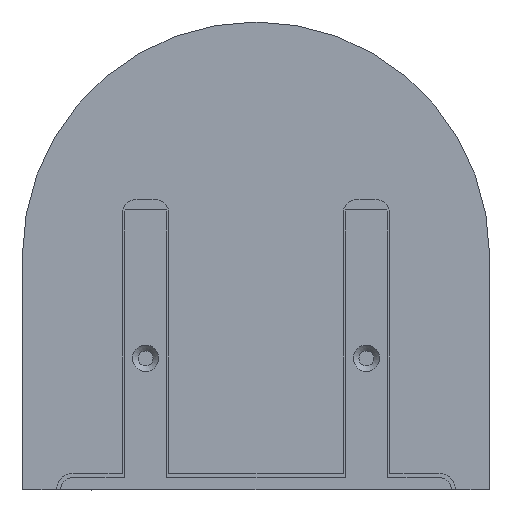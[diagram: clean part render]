
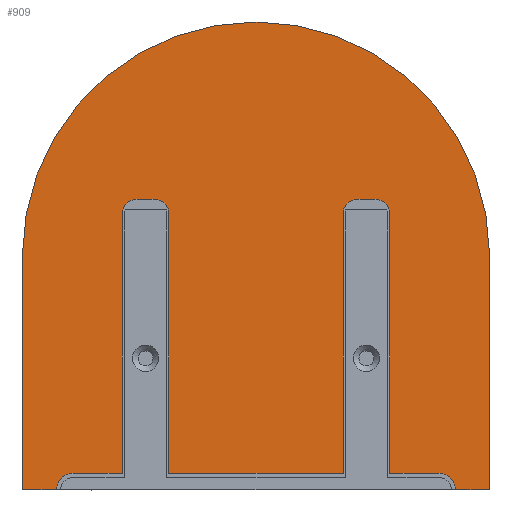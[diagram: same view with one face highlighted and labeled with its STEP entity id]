
A CAD part, front view. The second image highlights one B-rep face of the part: STEP entity #909.
In plain terms, the highlighted planar face has unit normal (0, -1, 0).
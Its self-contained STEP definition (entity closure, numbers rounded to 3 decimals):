
#45=PLANE('',#990);
#81=FACE_OUTER_BOUND('',#132,.T.);
#132=EDGE_LOOP('',(#712,#713,#714,#715,#716,#717,#718,#719,#720,#721,#722,
#723,#724,#725,#726,#727,#728,#729,#730,#731));
#169=LINE('',#1326,#260);
#173=LINE('',#1338,#264);
#176=LINE('',#1344,#267);
#182=LINE('',#1365,#273);
#185=LINE('',#1371,#276);
#189=LINE('',#1383,#280);
#193=LINE('',#1395,#284);
#196=LINE('',#1401,#287);
#199=LINE('',#1406,#290);
#202=LINE('',#1412,#293);
#206=LINE('',#1419,#297);
#209=LINE('',#1431,#300);
#213=LINE('',#1441,#304);
#260=VECTOR('',#1053,10.);
#264=VECTOR('',#1065,10.);
#267=VECTOR('',#1070,10.);
#273=VECTOR('',#1090,10.);
#276=VECTOR('',#1095,10.);
#280=VECTOR('',#1107,10.);
#284=VECTOR('',#1119,10.);
#287=VECTOR('',#1124,10.);
#290=VECTOR('',#1129,10.);
#293=VECTOR('',#1136,10.);
#297=VECTOR('',#1140,10.);
#300=VECTOR('',#1153,10.);
#304=VECTOR('',#1165,10.);
#349=CIRCLE('',#952,3.5);
#351=CIRCLE('',#956,3.5);
#353=CIRCLE('',#961,4.);
#355=CIRCLE('',#964,4.);
#357=CIRCLE('',#969,3.5);
#359=CIRCLE('',#973,3.5);
#364=CIRCLE('',#987,55.);
#389=VERTEX_POINT('',#1316);
#390=VERTEX_POINT('',#1317);
#393=VERTEX_POINT('',#1325);
#395=VERTEX_POINT('',#1331);
#397=VERTEX_POINT('',#1337);
#399=VERTEX_POINT('',#1343);
#401=VERTEX_POINT('',#1349);
#403=VERTEX_POINT('',#1355);
#404=VERTEX_POINT('',#1356);
#407=VERTEX_POINT('',#1364);
#409=VERTEX_POINT('',#1370);
#411=VERTEX_POINT('',#1376);
#413=VERTEX_POINT('',#1382);
#415=VERTEX_POINT('',#1388);
#417=VERTEX_POINT('',#1394);
#419=VERTEX_POINT('',#1400);
#421=VERTEX_POINT('',#1411);
#424=VERTEX_POINT('',#1417);
#428=VERTEX_POINT('',#1430);
#430=VERTEX_POINT('',#1436);
#475=EDGE_CURVE('',#389,#390,#349,.F.);
#479=EDGE_CURVE('',#393,#389,#169,.F.);
#482=EDGE_CURVE('',#395,#393,#351,.F.);
#485=EDGE_CURVE('',#397,#395,#173,.F.);
#488=EDGE_CURVE('',#399,#397,#176,.F.);
#491=EDGE_CURVE('',#401,#399,#353,.F.);
#494=EDGE_CURVE('',#403,#404,#355,.F.);
#498=EDGE_CURVE('',#407,#403,#182,.F.);
#501=EDGE_CURVE('',#409,#407,#185,.F.);
#504=EDGE_CURVE('',#411,#409,#357,.F.);
#507=EDGE_CURVE('',#413,#411,#189,.F.);
#510=EDGE_CURVE('',#415,#413,#359,.F.);
#513=EDGE_CURVE('',#417,#415,#193,.F.);
#516=EDGE_CURVE('',#419,#417,#196,.F.);
#519=EDGE_CURVE('',#390,#419,#199,.F.);
#522=EDGE_CURVE('',#421,#401,#202,.T.);
#526=EDGE_CURVE('',#404,#424,#206,.T.);
#531=EDGE_CURVE('',#428,#421,#209,.T.);
#534=EDGE_CURVE('',#430,#428,#364,.T.);
#537=EDGE_CURVE('',#424,#430,#213,.T.);
#712=ORIENTED_EDGE('',*,*,#494,.T.);
#713=ORIENTED_EDGE('',*,*,#526,.T.);
#714=ORIENTED_EDGE('',*,*,#537,.T.);
#715=ORIENTED_EDGE('',*,*,#534,.T.);
#716=ORIENTED_EDGE('',*,*,#531,.T.);
#717=ORIENTED_EDGE('',*,*,#522,.T.);
#718=ORIENTED_EDGE('',*,*,#491,.T.);
#719=ORIENTED_EDGE('',*,*,#488,.T.);
#720=ORIENTED_EDGE('',*,*,#485,.T.);
#721=ORIENTED_EDGE('',*,*,#482,.T.);
#722=ORIENTED_EDGE('',*,*,#479,.T.);
#723=ORIENTED_EDGE('',*,*,#475,.T.);
#724=ORIENTED_EDGE('',*,*,#519,.T.);
#725=ORIENTED_EDGE('',*,*,#516,.T.);
#726=ORIENTED_EDGE('',*,*,#513,.T.);
#727=ORIENTED_EDGE('',*,*,#510,.T.);
#728=ORIENTED_EDGE('',*,*,#507,.T.);
#729=ORIENTED_EDGE('',*,*,#504,.T.);
#730=ORIENTED_EDGE('',*,*,#501,.T.);
#731=ORIENTED_EDGE('',*,*,#498,.T.);
#909=ADVANCED_FACE('',(#81),#45,.F.);
#952=AXIS2_PLACEMENT_3D('',#1318,#1045,#1046);
#956=AXIS2_PLACEMENT_3D('',#1332,#1058,#1059);
#961=AXIS2_PLACEMENT_3D('',#1350,#1075,#1076);
#964=AXIS2_PLACEMENT_3D('',#1357,#1082,#1083);
#969=AXIS2_PLACEMENT_3D('',#1377,#1100,#1101);
#973=AXIS2_PLACEMENT_3D('',#1389,#1112,#1113);
#987=AXIS2_PLACEMENT_3D('',#1437,#1159,#1160);
#990=AXIS2_PLACEMENT_3D('',#1443,#1168,#1169);
#1045=DIRECTION('center_axis',(0.,-1.,0.));
#1046=DIRECTION('ref_axis',(1.,0.,0.));
#1053=DIRECTION('',(-1.,0.,0.));
#1058=DIRECTION('center_axis',(0.,-1.,0.));
#1059=DIRECTION('ref_axis',(0.,0.,1.));
#1065=DIRECTION('',(0.,0.,-1.));
#1070=DIRECTION('',(-1.,0.,0.));
#1075=DIRECTION('center_axis',(0.,-1.,0.));
#1076=DIRECTION('ref_axis',(0.,0.,1.));
#1082=DIRECTION('center_axis',(0.,-1.,0.));
#1083=DIRECTION('ref_axis',(1.,0.,0.));
#1090=DIRECTION('',(-1.,0.,0.));
#1095=DIRECTION('',(0.,0.,1.));
#1100=DIRECTION('center_axis',(0.,-1.,0.));
#1101=DIRECTION('ref_axis',(1.,0.,0.));
#1107=DIRECTION('',(-1.,0.,0.));
#1112=DIRECTION('center_axis',(0.,-1.,0.));
#1113=DIRECTION('ref_axis',(0.,0.,1.));
#1119=DIRECTION('',(0.,0.,-1.));
#1124=DIRECTION('',(-1.,0.,0.));
#1129=DIRECTION('',(0.,0.,1.));
#1136=DIRECTION('',(1.,0.,0.));
#1140=DIRECTION('',(1.,0.,0.));
#1153=DIRECTION('',(0.,0.,-1.));
#1159=DIRECTION('center_axis',(0.,-1.,0.));
#1160=DIRECTION('ref_axis',(-1.,0.,-0.004));
#1165=DIRECTION('',(0.,0.,1.));
#1168=DIRECTION('center_axis',(0.,1.,0.));
#1169=DIRECTION('ref_axis',(1.,0.,0.));
#1316=CARTESIAN_POINT('',(-3.693,95.,20.5));
#1317=CARTESIAN_POINT('',(-0.193,95.,17.));
#1318=CARTESIAN_POINT('Origin',(-3.693,95.,17.));
#1325=CARTESIAN_POINT('',(-7.693,95.,20.5));
#1326=CARTESIAN_POINT('',(6.307,95.,20.5));
#1331=CARTESIAN_POINT('',(-11.193,95.,17.));
#1332=CARTESIAN_POINT('Origin',(-7.693,95.,17.));
#1337=CARTESIAN_POINT('',(-11.193,95.,-44.));
#1338=CARTESIAN_POINT('',(-11.193,95.,-18.947));
#1343=CARTESIAN_POINT('',(-22.693,95.,-44.));
#1344=CARTESIAN_POINT('',(-1.193,95.,-44.));
#1349=CARTESIAN_POINT('',(-26.693,95.,-48.));
#1350=CARTESIAN_POINT('Origin',(-22.693,95.,-48.));
#1355=CARTESIAN_POINT('',(63.307,95.,-44.));
#1356=CARTESIAN_POINT('',(67.307,95.,-48.));
#1357=CARTESIAN_POINT('Origin',(63.307,95.,-48.));
#1364=CARTESIAN_POINT('',(51.807,95.,-44.));
#1365=CARTESIAN_POINT('',(35.807,95.,-44.));
#1370=CARTESIAN_POINT('',(51.807,95.,17.));
#1371=CARTESIAN_POINT('',(51.807,95.,12.053));
#1376=CARTESIAN_POINT('',(48.307,95.,20.5));
#1377=CARTESIAN_POINT('Origin',(48.307,95.,17.));
#1382=CARTESIAN_POINT('',(44.307,95.,20.5));
#1383=CARTESIAN_POINT('',(32.307,95.,20.5));
#1388=CARTESIAN_POINT('',(40.807,95.,17.));
#1389=CARTESIAN_POINT('Origin',(44.307,95.,17.));
#1394=CARTESIAN_POINT('',(40.807,95.,-44.));
#1395=CARTESIAN_POINT('',(40.807,95.,-18.947));
#1400=CARTESIAN_POINT('',(-0.193,95.,-44.));
#1401=CARTESIAN_POINT('',(9.807,95.,-44.));
#1406=CARTESIAN_POINT('',(-0.193,95.,12.053));
#1411=CARTESIAN_POINT('',(-34.693,95.,-48.));
#1412=CARTESIAN_POINT('',(75.307,95.,-48.));
#1417=CARTESIAN_POINT('',(75.307,95.,-48.));
#1419=CARTESIAN_POINT('',(75.307,95.,-48.));
#1430=CARTESIAN_POINT('',(-34.693,95.,7.42));
#1431=CARTESIAN_POINT('',(-34.693,95.,-48.));
#1436=CARTESIAN_POINT('',(75.307,95.,7.42));
#1437=CARTESIAN_POINT('Origin',(20.307,95.,7.21));
#1441=CARTESIAN_POINT('',(75.307,95.,62.));
#1443=CARTESIAN_POINT('Origin',(20.307,95.,7.105));
